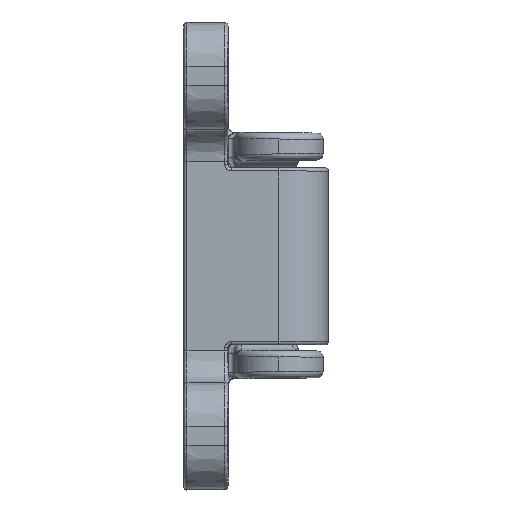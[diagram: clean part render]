
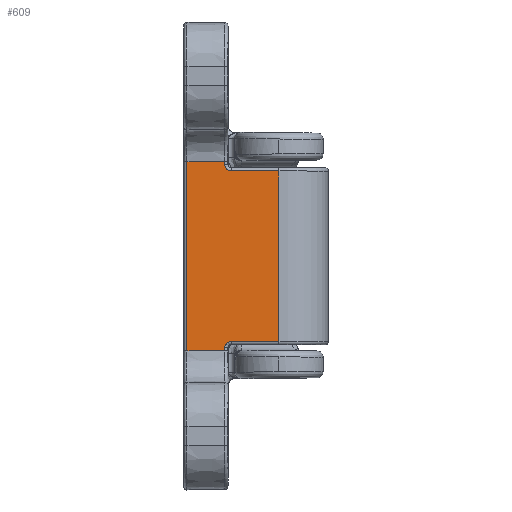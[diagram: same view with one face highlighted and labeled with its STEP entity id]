
A CAD part, top view. The second image highlights one B-rep face of the part: STEP entity #609.
In plain terms, the highlighted planar face has unit normal (0.009, 0, 1).
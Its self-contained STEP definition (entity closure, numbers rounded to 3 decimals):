
#609=ADVANCED_FACE('NONE',(#1630),#1631,.T.);
#1630=FACE_OUTER_BOUND('',#3089,.T.);
#1631=PLANE('',#3090);
#3089=EDGE_LOOP('',(#6451,#6452,#6453,#6454,#6455,#6456,#6457,#6458,#6459,#6460));
#3090=AXIS2_PLACEMENT_3D('',#6461,#6462,#6463);
#6451=ORIENTED_EDGE('',*,*,#10076,.T.);
#6452=ORIENTED_EDGE('',*,*,#10077,.T.);
#6453=ORIENTED_EDGE('',*,*,#10078,.T.);
#6454=ORIENTED_EDGE('',*,*,#10079,.T.);
#6455=ORIENTED_EDGE('',*,*,#10080,.F.);
#6456=ORIENTED_EDGE('',*,*,#10081,.T.);
#6457=ORIENTED_EDGE('',*,*,#10082,.T.);
#6458=ORIENTED_EDGE('',*,*,#10083,.T.);
#6459=ORIENTED_EDGE('',*,*,#10084,.F.);
#6460=ORIENTED_EDGE('',*,*,#10085,.T.);
#6461=CARTESIAN_POINT('',(0.,20.0,8.0));
#6462=DIRECTION('',(0.009,0.,1.));
#6463=DIRECTION('',(0.,-1.0,0.));
#10076=EDGE_CURVE('NONE',#11765,#11766,#11767,.T.);
#10077=EDGE_CURVE('NONE',#11766,#11768,#11769,.T.);
#10078=EDGE_CURVE('NONE',#11768,#11770,#11771,.T.);
#10079=EDGE_CURVE('NONE',#11770,#11772,#11773,.T.);
#10080=EDGE_CURVE('NONE',#11774,#11772,#11775,.T.);
#10081=EDGE_CURVE('NONE',#11774,#11776,#11777,.T.);
#10082=EDGE_CURVE('NONE',#11776,#11778,#11779,.T.);
#10083=EDGE_CURVE('NONE',#11778,#11780,#11781,.T.);
#10084=EDGE_CURVE('NONE',#11782,#11780,#11783,.T.);
#10085=EDGE_CURVE('NONE',#11782,#11765,#11784,.T.);
#11765=VERTEX_POINT('NONE',#14097);
#11766=VERTEX_POINT('NONE',#14098);
#11767=LINE('',#14099,#14100);
#11768=VERTEX_POINT('NONE',#14101);
#11769=LINE('',#14102,#14103);
#11770=VERTEX_POINT('NONE',#14104);
#11771=LINE('',#14105,#14106);
#11772=VERTEX_POINT('NONE',#14107);
#11773=LINE('',#14108,#14109);
#11774=VERTEX_POINT('NONE',#14110);
#11775=(B_SPLINE_CURVE(3,(#14112,#14113,#14114,#14115),.UNSPECIFIED.,.F.,.F.)B_SPLINE_CURVE_WITH_KNOTS((4,4),(4.712,6.283),.UNSPECIFIED.)RATIONAL_B_SPLINE_CURVE((1.0,0.805,0.805,1.0))BOUNDED_CURVE()REPRESENTATION_ITEM('')GEOMETRIC_REPRESENTATION_ITEM()CURVE());
#11776=VERTEX_POINT('NONE',#14122);
#11777=LINE('',#14123,#14124);
#11778=VERTEX_POINT('NONE',#14125);
#11779=LINE('',#14126,#14127);
#11780=VERTEX_POINT('NONE',#14128);
#11781=LINE('',#14129,#14130);
#11782=VERTEX_POINT('NONE',#14131);
#11783=(B_SPLINE_CURVE(3,(#14133,#14134,#14135,#14136),.UNSPECIFIED.,.F.,.F.)B_SPLINE_CURVE_WITH_KNOTS((4,4),(3.142,4.712),.UNSPECIFIED.)RATIONAL_B_SPLINE_CURVE((1.0,0.805,0.805,1.0))BOUNDED_CURVE()REPRESENTATION_ITEM('')GEOMETRIC_REPRESENTATION_ITEM()CURVE());
#11784=LINE('',#14143,#14144);
#14097=CARTESIAN_POINT('',(6.504,15.0,7.943));
#14098=CARTESIAN_POINT('',(0.504,15.0,7.996));
#14099=CARTESIAN_POINT('',(0.,15.0,8.0));
#14100=VECTOR('',#17762,1000.0);
#14101=CARTESIAN_POINT('',(0.504,-15.0,7.996));
#14102=CARTESIAN_POINT('',(0.504,20.0,7.996));
#14103=VECTOR('',#17763,1000.0);
#14104=CARTESIAN_POINT('',(6.504,-15.0,7.943));
#14105=CARTESIAN_POINT('',(0.,-15.0,8.0));
#14106=VECTOR('',#17764,1000.0);
#14107=CARTESIAN_POINT('',(6.504,-14.5,7.943));
#14108=CARTESIAN_POINT('',(6.504,-14.0,7.943));
#14109=VECTOR('',#17765,1000.0);
#14110=CARTESIAN_POINT('',(7.504,-13.5,7.935));
#14112=CARTESIAN_POINT('',(7.504,-13.5,7.935));
#14113=CARTESIAN_POINT('',(6.919,-13.5,7.94));
#14114=CARTESIAN_POINT('',(6.504,-13.914,7.943));
#14115=CARTESIAN_POINT('',(6.504,-14.5,7.943));
#14122=CARTESIAN_POINT('',(15.069,-13.5,7.868));
#14123=CARTESIAN_POINT('',(15.069,-13.5,7.868));
#14124=VECTOR('',#17766,1000.0);
#14125=CARTESIAN_POINT('',(15.069,13.5,7.868));
#14126=CARTESIAN_POINT('',(15.069,-14.0,7.868));
#14127=VECTOR('',#17767,1000.0);
#14128=CARTESIAN_POINT('',(7.504,13.5,7.935));
#14129=CARTESIAN_POINT('',(0.,13.5,8.0));
#14130=VECTOR('',#17768,1000.0);
#14131=CARTESIAN_POINT('',(6.504,14.5,7.943));
#14133=CARTESIAN_POINT('',(6.504,14.5,7.943));
#14134=CARTESIAN_POINT('',(6.504,13.914,7.943));
#14135=CARTESIAN_POINT('',(6.919,13.5,7.94));
#14136=CARTESIAN_POINT('',(7.504,13.5,7.935));
#14143=CARTESIAN_POINT('',(6.504,15.0,7.943));
#14144=VECTOR('',#17769,1000.0);
#17762=DIRECTION('',(-1.,0.,0.009));
#17763=DIRECTION('',(0.,-1.0,0.));
#17764=DIRECTION('',(1.,0.,-0.009));
#17765=DIRECTION('',(0.,1.0,0.));
#17766=DIRECTION('',(1.,0.,-0.009));
#17767=DIRECTION('',(0.,1.0,0.));
#17768=DIRECTION('',(-1.,0.,0.009));
#17769=DIRECTION('',(0.,1.0,0.));
